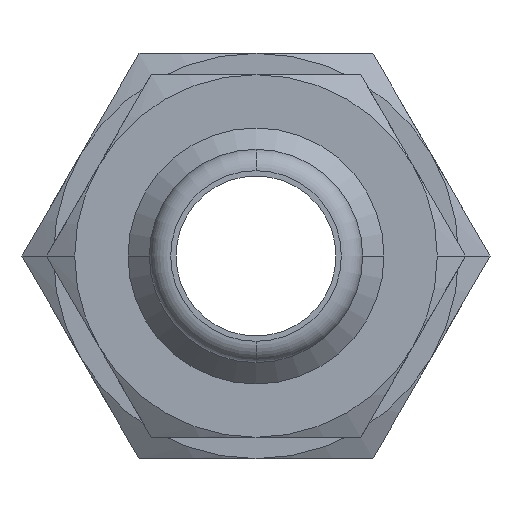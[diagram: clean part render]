
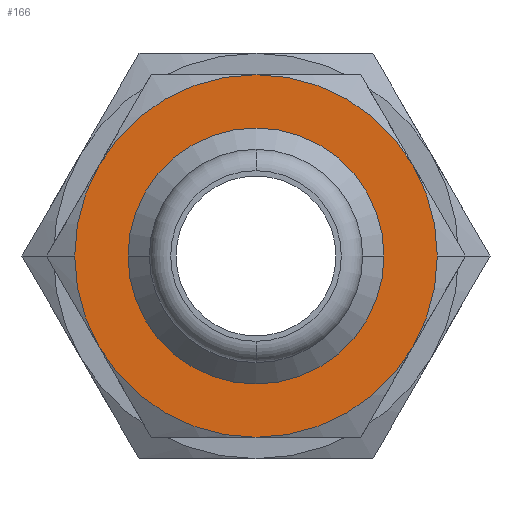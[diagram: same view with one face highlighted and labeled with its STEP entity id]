
A CAD part, front view. The second image highlights one B-rep face of the part: STEP entity #166.
In plain terms, the highlighted planar face has unit normal (0, -1, 0).
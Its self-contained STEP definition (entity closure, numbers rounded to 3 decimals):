
#166=ADVANCED_FACE('',(#346,#347),#348,.T.);
#346=FACE_OUTER_BOUND('',#543,.T.);
#347=FACE_BOUND('',#544,.T.);
#348=PLANE('',#545);
#543=EDGE_LOOP('',(#937,#938,#939,#940,#941,#942,#943,#944));
#544=EDGE_LOOP('',(#945,#946));
#545=AXIS2_PLACEMENT_3D('',#947,#948,#949);
#937=ORIENTED_EDGE('',*,*,#1264,.F.);
#938=ORIENTED_EDGE('',*,*,#1304,.F.);
#939=ORIENTED_EDGE('',*,*,#1236,.F.);
#940=ORIENTED_EDGE('',*,*,#1332,.F.);
#941=ORIENTED_EDGE('',*,*,#1324,.F.);
#942=ORIENTED_EDGE('',*,*,#1333,.F.);
#943=ORIENTED_EDGE('',*,*,#1334,.F.);
#944=ORIENTED_EDGE('',*,*,#1310,.F.);
#945=ORIENTED_EDGE('',*,*,#1335,.F.);
#946=ORIENTED_EDGE('',*,*,#1281,.F.);
#947=CARTESIAN_POINT('',(4.25,20.0,0.0));
#948=DIRECTION('',(-0.0,-1.0,-0.0));
#949=DIRECTION('',(-1.0,0.0,0.0));
#1236=EDGE_CURVE('',#1513,#1444,#1515,.T.);
#1264=EDGE_CURVE('',#1479,#1554,#1556,.T.);
#1281=EDGE_CURVE('',#1578,#1580,#1581,.T.);
#1304=EDGE_CURVE('',#1444,#1479,#1608,.T.);
#1310=EDGE_CURVE('',#1554,#1616,#1617,.T.);
#1324=EDGE_CURVE('',#1634,#1632,#1636,.T.);
#1332=EDGE_CURVE('',#1632,#1513,#1644,.T.);
#1333=EDGE_CURVE('',#1645,#1634,#1646,.T.);
#1334=EDGE_CURVE('',#1616,#1645,#1647,.T.);
#1335=EDGE_CURVE('',#1580,#1578,#1648,.T.);
#1444=VERTEX_POINT('',#1941);
#1479=VERTEX_POINT('',#2037);
#1513=VERTEX_POINT('',#2109);
#1515=CIRCLE('',#2122,8.5);
#1554=VERTEX_POINT('',#2209);
#1556=CIRCLE('',#2212,8.5);
#1578=VERTEX_POINT('',#2238);
#1580=VERTEX_POINT('',#2241);
#1581=CIRCLE('',#2242,6.0);
#1608=CIRCLE('',#2285,8.5);
#1616=VERTEX_POINT('',#2295);
#1617=CIRCLE('',#2296,8.5);
#1632=VERTEX_POINT('',#2324);
#1634=VERTEX_POINT('',#2327);
#1636=CIRCLE('',#2340,8.5);
#1644=CIRCLE('',#2371,8.5);
#1645=VERTEX_POINT('',#2372);
#1646=CIRCLE('',#2373,8.5);
#1647=CIRCLE('',#2374,8.5);
#1648=CIRCLE('',#2375,6.0);
#1941=CARTESIAN_POINT('',(0.,20.0,8.5));
#2037=CARTESIAN_POINT('',(7.361,20.0,4.25));
#2109=CARTESIAN_POINT('',(-7.361,20.0,4.25));
#2122=AXIS2_PLACEMENT_3D('',#2587,#2588,#2589);
#2209=CARTESIAN_POINT('',(8.5,20.0,0.));
#2212=AXIS2_PLACEMENT_3D('',#2628,#2629,#2630);
#2238=CARTESIAN_POINT('',(6.0,20.0,0.));
#2241=CARTESIAN_POINT('',(-6.0,20.0,0.));
#2242=AXIS2_PLACEMENT_3D('',#2654,#2655,#2656);
#2285=AXIS2_PLACEMENT_3D('',#2689,#2690,#2691);
#2295=CARTESIAN_POINT('',(7.361,20.0,-4.25));
#2296=AXIS2_PLACEMENT_3D('',#2697,#2698,#2699);
#2324=CARTESIAN_POINT('',(-8.5,20.0,0.));
#2327=CARTESIAN_POINT('',(-7.361,20.0,-4.25));
#2340=AXIS2_PLACEMENT_3D('',#2715,#2716,#2717);
#2371=AXIS2_PLACEMENT_3D('',#2722,#2723,#2724);
#2372=CARTESIAN_POINT('',(0.0,20.0,-8.5));
#2373=AXIS2_PLACEMENT_3D('',#2725,#2726,#2727);
#2374=AXIS2_PLACEMENT_3D('',#2728,#2729,#2730);
#2375=AXIS2_PLACEMENT_3D('',#2731,#2732,#2733);
#2587=CARTESIAN_POINT('',(0.0,20.0,0.0));
#2588=DIRECTION('',(-0.0,1.0,0.0));
#2589=DIRECTION('',(1.0,0.0,0.0));
#2628=CARTESIAN_POINT('',(0.0,20.0,0.0));
#2629=DIRECTION('',(-0.0,1.0,0.0));
#2630=DIRECTION('',(1.0,0.0,0.0));
#2654=CARTESIAN_POINT('',(0.0,20.0,0.0));
#2655=DIRECTION('',(0.0,-1.0,0.0));
#2656=DIRECTION('',(1.0,0.0,0.0));
#2689=CARTESIAN_POINT('',(0.0,20.0,0.0));
#2690=DIRECTION('',(-0.0,1.0,0.0));
#2691=DIRECTION('',(1.0,0.0,0.0));
#2697=CARTESIAN_POINT('',(0.0,20.0,0.0));
#2698=DIRECTION('',(-0.0,1.0,0.0));
#2699=DIRECTION('',(1.0,0.0,0.0));
#2715=CARTESIAN_POINT('',(0.0,20.0,0.0));
#2716=DIRECTION('',(-0.0,1.0,0.0));
#2717=DIRECTION('',(1.0,0.0,0.0));
#2722=CARTESIAN_POINT('',(0.0,20.0,0.0));
#2723=DIRECTION('',(-0.0,1.0,0.0));
#2724=DIRECTION('',(1.0,0.0,0.0));
#2725=CARTESIAN_POINT('',(0.0,20.0,0.0));
#2726=DIRECTION('',(-0.0,1.0,0.0));
#2727=DIRECTION('',(1.0,0.0,0.0));
#2728=CARTESIAN_POINT('',(0.0,20.0,0.0));
#2729=DIRECTION('',(-0.0,1.0,0.0));
#2730=DIRECTION('',(1.0,0.0,0.0));
#2731=CARTESIAN_POINT('',(0.0,20.0,0.0));
#2732=DIRECTION('',(0.0,-1.0,0.0));
#2733=DIRECTION('',(1.0,0.0,0.0));
